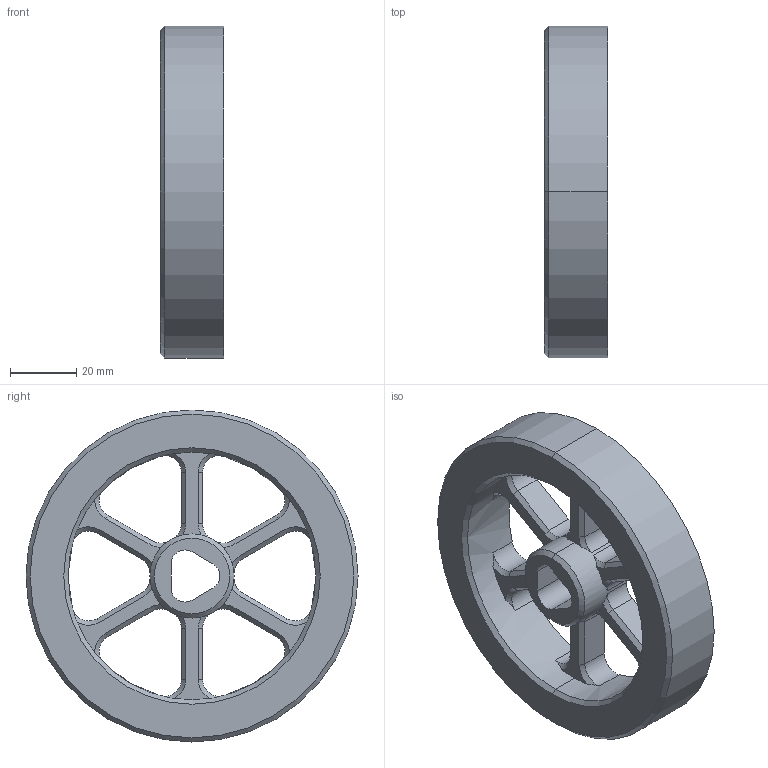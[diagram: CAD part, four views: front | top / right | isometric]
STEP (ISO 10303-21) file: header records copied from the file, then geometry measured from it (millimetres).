
FILE_DESCRIPTION (( 'STEP AP203' ), '1' );
FILE_NAME ('SDS 4in Flywheel.STEP', '2020-04-07T17:20:27', ( '' ), ( '' ), 'SwSTEP 2.0', 'SolidWorks 2017', '' );
FILE_SCHEMA (( 'CONFIG_CONTROL_DESIGN' ));
Length unit declared in the file: inch
Products named in the file (1): SDS 4in Flywheel
Bounding box: 19.05 x 100.33 x 100.33 mm (x, y, z)
Volume: 82434.4 mm3; surface area: 23721.6 mm2
Topology: 1 solids, 1 shells, 112 faces, 309 edges, 194 vertices
Faces by surface type: cylinder 40, cone 36, plane 36
Entity records: 3798 total; most frequent: CARTESIAN_POINT 776, DIRECTION 647, ORIENTED_EDGE 618, EDGE_CURVE 309, AXIS2_PLACEMENT_3D 251, VERTEX_POINT 194, VECTOR 145, LINE 145
